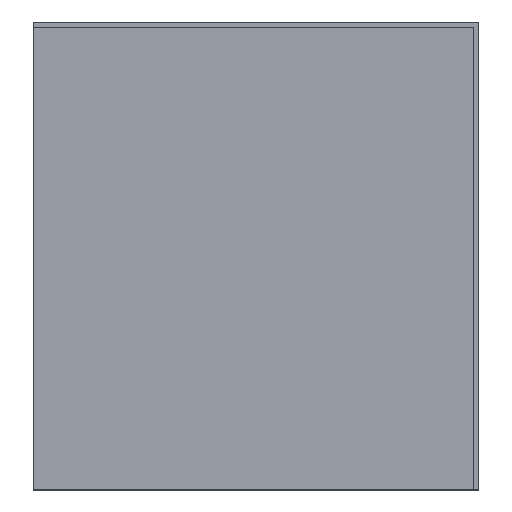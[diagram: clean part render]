
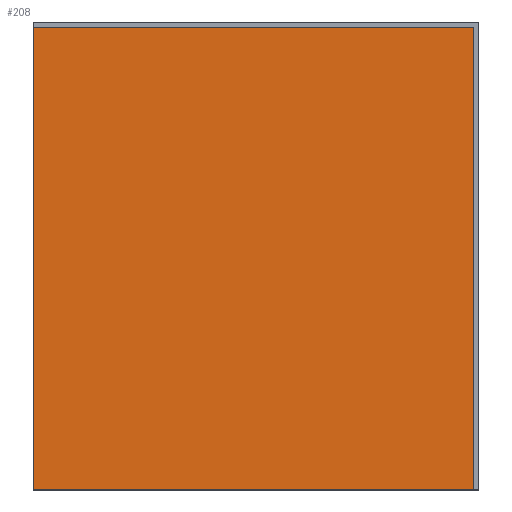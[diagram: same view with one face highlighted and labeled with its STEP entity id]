
A CAD part, top view. The second image highlights one B-rep face of the part: STEP entity #208.
In plain terms, the highlighted planar face has unit normal (0, 0, 1).
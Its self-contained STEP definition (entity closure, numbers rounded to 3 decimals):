
#3 = DIRECTION ( 'NONE',  ( 1., 0., 0. ) ) ;
#6 = FACE_OUTER_BOUND ( 'NONE', #133, .T. ) ;
#12 = VERTEX_POINT ( 'NONE', #198 ) ;
#22 = EDGE_CURVE ( 'NONE', #209, #23, #78, .T. ) ;
#23 = VERTEX_POINT ( 'NONE', #286 ) ;
#44 = VECTOR ( 'NONE', #181, 1000. ) ;
#62 = CARTESIAN_POINT ( 'NONE',  ( -50., 51.3, 1.2 ) ) ;
#78 = LINE ( 'NONE', #195, #94 ) ;
#81 = CARTESIAN_POINT ( 'NONE',  ( -50., -52.5, 1.2 ) ) ;
#84 = CARTESIAN_POINT ( 'NONE',  ( -50., -52.5, 1.2 ) ) ;
#93 = EDGE_CURVE ( 'NONE', #185, #12, #224, .T. ) ;
#94 = VECTOR ( 'NONE', #172, 1000. ) ;
#107 = EDGE_CURVE ( 'NONE', #23, #185, #158, .T. ) ;
#113 = ORIENTED_EDGE ( 'NONE', *, *, #22, .T. ) ;
#117 = CARTESIAN_POINT ( 'NONE',  ( 0., 0., 1.2 ) ) ;
#118 = ORIENTED_EDGE ( 'NONE', *, *, #289, .T. ) ;
#133 = EDGE_LOOP ( 'NONE', ( #300, #207, #118, #113 ) ) ;
#142 = LINE ( 'NONE', #215, #233 ) ;
#158 = LINE ( 'NONE', #62, #212 ) ;
#172 = DIRECTION ( 'NONE',  ( -1., 0., 0. ) ) ;
#173 = CARTESIAN_POINT ( 'NONE',  ( 48.8, 51.3, 1.2 ) ) ;
#181 = DIRECTION ( 'NONE',  ( 1., 0., 0. ) ) ;
#185 = VERTEX_POINT ( 'NONE', #81 ) ;
#186 = AXIS2_PLACEMENT_3D ( 'NONE', #117, #213, #3 ) ;
#191 = PLANE ( 'NONE',  #186 ) ;
#195 = CARTESIAN_POINT ( 'NONE',  ( -50., 51.3, 1.2 ) ) ;
#198 = CARTESIAN_POINT ( 'NONE',  ( 48.8, -52.5, 1.2 ) ) ;
#207 = ORIENTED_EDGE ( 'NONE', *, *, #93, .T. ) ;
#208 = ADVANCED_FACE ( 'NONE', ( #6 ), #191, .T. ) ;
#209 = VERTEX_POINT ( 'NONE', #173 ) ;
#212 = VECTOR ( 'NONE', #272, 1000. ) ;
#213 = DIRECTION ( 'NONE',  ( 0., 0., 1. ) ) ;
#215 = CARTESIAN_POINT ( 'NONE',  ( 48.8, 51.3, 1.2 ) ) ;
#224 = LINE ( 'NONE', #84, #44 ) ;
#233 = VECTOR ( 'NONE', #291, 1000. ) ;
#272 = DIRECTION ( 'NONE',  ( 0., -1., 0. ) ) ;
#286 = CARTESIAN_POINT ( 'NONE',  ( -50., 51.3, 1.2 ) ) ;
#289 = EDGE_CURVE ( 'NONE', #12, #209, #142, .T. ) ;
#291 = DIRECTION ( 'NONE',  ( 0., 1., 0. ) ) ;
#300 = ORIENTED_EDGE ( 'NONE', *, *, #107, .T. ) ;
